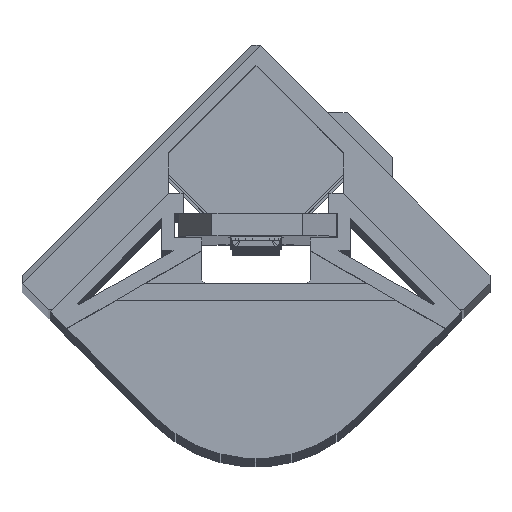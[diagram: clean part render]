
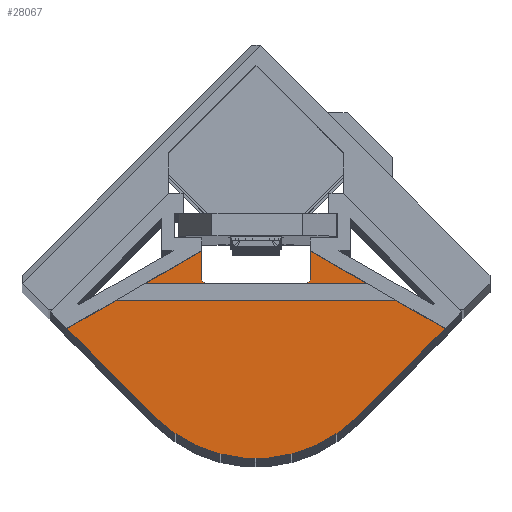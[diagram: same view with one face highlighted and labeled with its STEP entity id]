
A CAD part, top view. The second image highlights one B-rep face of the part: STEP entity #28067.
In plain terms, the highlighted planar face has unit normal (0, 0, 1).
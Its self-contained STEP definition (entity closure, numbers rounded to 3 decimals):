
#1863=FACE_OUTER_BOUND('',#3333,.T.);
#3333=EDGE_LOOP('',(#24526,#24527,#24528,#24529,#24530,#24531,#24532,#24533,
#24534,#24535));
#3923=CIRCLE('',#29796,0.4);
#3924=CIRCLE('',#29806,10.);
#3925=CIRCLE('',#29812,0.4);
#7070=LINE('',#44111,#10650);
#7084=LINE('',#44140,#10664);
#7098=LINE('',#44169,#10678);
#7099=LINE('',#44171,#10679);
#7100=LINE('',#44173,#10680);
#7101=LINE('',#44175,#10681);
#7102=LINE('',#44178,#10682);
#10650=VECTOR('',#36063,10.);
#10664=VECTOR('',#36091,10.);
#10678=VECTOR('',#36119,10.);
#10679=VECTOR('',#36120,10.);
#10680=VECTOR('',#36121,10.);
#10681=VECTOR('',#36122,10.);
#10682=VECTOR('',#36125,10.);
#13418=VERTEX_POINT('',#44099);
#13419=VERTEX_POINT('',#44101);
#13422=VERTEX_POINT('',#44109);
#13429=VERTEX_POINT('',#44137);
#13430=VERTEX_POINT('',#44139);
#13432=VERTEX_POINT('',#44145);
#13439=VERTEX_POINT('',#44170);
#13440=VERTEX_POINT('',#44172);
#13441=VERTEX_POINT('',#44174);
#13442=VERTEX_POINT('',#44176);
#17173=EDGE_CURVE('',#13419,#13418,#3923,.T.);
#17178=EDGE_CURVE('',#13418,#13422,#7070,.T.);
#17192=EDGE_CURVE('',#13430,#13429,#7084,.T.);
#17196=EDGE_CURVE('',#13429,#13432,#3924,.T.);
#17207=EDGE_CURVE('',#13430,#13422,#7098,.T.);
#17208=EDGE_CURVE('',#13432,#13439,#7099,.T.);
#17209=EDGE_CURVE('',#13440,#13439,#7100,.T.);
#17210=EDGE_CURVE('',#13440,#13441,#7101,.T.);
#17211=EDGE_CURVE('',#13441,#13442,#3925,.T.);
#17212=EDGE_CURVE('',#13442,#13419,#7102,.T.);
#24526=ORIENTED_EDGE('',*,*,#17207,.F.);
#24527=ORIENTED_EDGE('',*,*,#17192,.T.);
#24528=ORIENTED_EDGE('',*,*,#17196,.T.);
#24529=ORIENTED_EDGE('',*,*,#17208,.T.);
#24530=ORIENTED_EDGE('',*,*,#17209,.F.);
#24531=ORIENTED_EDGE('',*,*,#17210,.T.);
#24532=ORIENTED_EDGE('',*,*,#17211,.T.);
#24533=ORIENTED_EDGE('',*,*,#17212,.T.);
#24534=ORIENTED_EDGE('',*,*,#17173,.T.);
#24535=ORIENTED_EDGE('',*,*,#17178,.T.);
#26770=PLANE('',#29811);
#28067=ADVANCED_FACE('',(#1863),#26770,.T.);
#29796=AXIS2_PLACEMENT_3D('',#44102,#36055,#36056);
#29806=AXIS2_PLACEMENT_3D('',#44147,#36097,#36098);
#29811=AXIS2_PLACEMENT_3D('',#44168,#36117,#36118);
#29812=AXIS2_PLACEMENT_3D('',#44177,#36123,#36124);
#36055=DIRECTION('center_axis',(0.,0.,-1.));
#36056=DIRECTION('ref_axis',(-0.707,-0.707,0.));
#36063=DIRECTION('',(0.,1.,0.));
#36091=DIRECTION('',(0.707,-0.707,0.));
#36097=DIRECTION('center_axis',(0.,0.,1.));
#36098=DIRECTION('ref_axis',(-0.707,-0.707,0.));
#36117=DIRECTION('center_axis',(0.,0.,1.));
#36118=DIRECTION('ref_axis',(1.,0.,0.));
#36119=DIRECTION('',(0.866,0.5,0.));
#36120=DIRECTION('',(0.707,0.707,0.));
#36121=DIRECTION('',(0.866,-0.5,0.));
#36122=DIRECTION('',(0.,-1.,0.));
#36123=DIRECTION('center_axis',(0.,0.,-1.));
#36124=DIRECTION('ref_axis',(0.707,-0.707,0.));
#36125=DIRECTION('',(-1.,0.,0.));
#44099=CARTESIAN_POINT('',(-3.8,5.428,355.428));
#44101=CARTESIAN_POINT('',(-3.4,5.028,355.428));
#44102=CARTESIAN_POINT('Origin',(-3.4,5.428,355.428));
#44109=CARTESIAN_POINT('',(-3.8,7.328,355.428));
#44111=CARTESIAN_POINT('',(-3.8,5.15,355.428));
#44137=CARTESIAN_POINT('',(-7.071,-4.257,355.428));
#44139=CARTESIAN_POINT('',(-13.219,1.89,355.428));
#44140=CARTESIAN_POINT('',(-10.539,-0.789,355.428));
#44145=CARTESIAN_POINT('',(7.071,-4.257,355.428));
#44147=CARTESIAN_POINT('Origin',(0.,2.814,
355.428));
#44168=CARTESIAN_POINT('Origin',(0.,2.071,355.428));
#44169=CARTESIAN_POINT('',(-3.513,7.494,355.428));
#44170=CARTESIAN_POINT('',(13.219,1.89,355.428));
#44171=CARTESIAN_POINT('',(6.885,-4.443,355.428));
#44172=CARTESIAN_POINT('',(3.8,7.328,355.428));
#44173=CARTESIAN_POINT('',(8.222,4.775,355.428));
#44174=CARTESIAN_POINT('',(3.8,5.428,355.428));
#44175=CARTESIAN_POINT('',(3.8,5.15,355.428));
#44176=CARTESIAN_POINT('',(3.4,5.028,355.428));
#44177=CARTESIAN_POINT('Origin',(3.4,5.428,355.428));
#44178=CARTESIAN_POINT('',(3.8,5.028,355.428));
